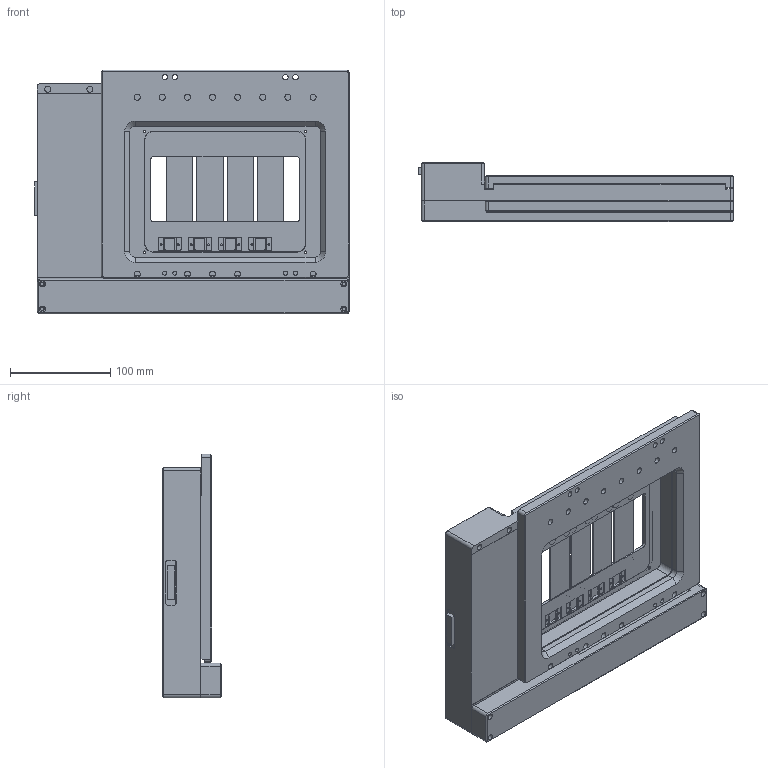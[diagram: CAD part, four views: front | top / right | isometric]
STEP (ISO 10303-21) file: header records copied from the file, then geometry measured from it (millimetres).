
FILE_DESCRIPTION(/* description */ ('STEP AP203'),/* implementation_level */ '2;1');
FILE_NAME(/* name */ '00_Heidstar_XYStage.ipt.step',/* time_stamp */ '2022-11-29T07:41:20+01:00',/* author */ ('liangming'),/* organization */ ('Microsoft'),/* preprocessor_version */ 'ST-DEVELOPER v18.1',/* originating_system */ 'Autodesk Inventor 2022',/* authorisation */ '');
FILE_SCHEMA (('AUTOMOTIVE_DESIGN { 1 0 10303 214 3 1 1 }'));
Length unit declared in the file: millimetre
Products named in the file (1): 00_Heidstar_XYStage
Bounding box: 312.9 x 58.4 x 242.5 mm (x, y, z)
Volume: 1472909.2 mm3; surface area: 387806.8 mm2
Topology: 10 solids, 103 shells, 1028 faces, 2374 edges, 1508 vertices
Faces by surface type: plane 557, cylinder 345, cone 125, bspline 1
Full cylindrical faces by diameter (mm): 0.4 x8, 1.6 x48, 2.5 x57, 3.3 x8, 3.4 x11, 4.2 x4, 4.5 x20, 5.5 x4, 6 x23, 8.5 x8, 9.5 x4
Entity records: 29182 total; most frequent: DIRECTION 5238, CARTESIAN_POINT 5182, ORIENTED_EDGE 4521, EDGE_CURVE 2293, AXIS2_PLACEMENT_3D 1894, VERTEX_POINT 1508, LINE 1450, VECTOR 1450
